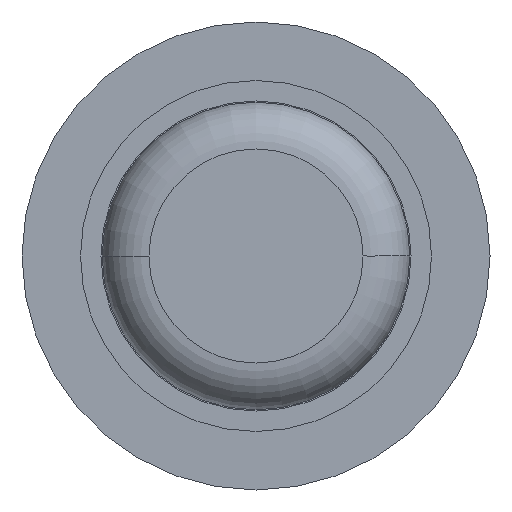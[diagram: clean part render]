
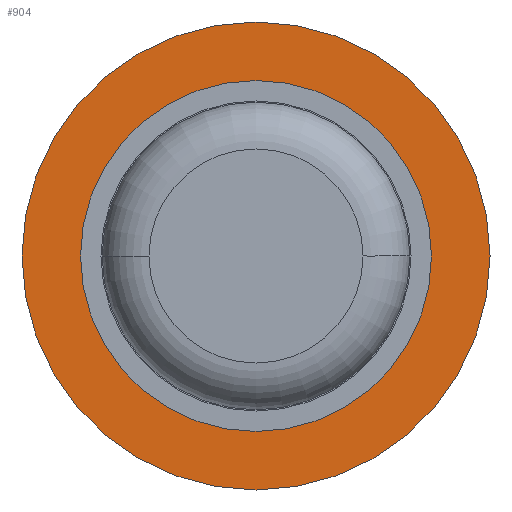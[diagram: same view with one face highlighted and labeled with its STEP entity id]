
A CAD part, front view. The second image highlights one B-rep face of the part: STEP entity #904.
In plain terms, the highlighted planar face has unit normal (0, -1, 0).
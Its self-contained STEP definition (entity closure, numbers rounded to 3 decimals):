
#18 = CARTESIAN_POINT ( 'NONE',  ( 0., 32.3, 2. ) ) ;
#58 = CARTESIAN_POINT ( 'NONE',  ( 0., 32.3, -2. ) ) ;
#326 = AXIS2_PLACEMENT_3D ( 'NONE', #581, #2679, #3297 ) ;
#438 = DIRECTION ( 'NONE',  ( 0., 1., 0. ) ) ;
#486 = EDGE_LOOP ( 'NONE', ( #1942, #2086 ) ) ;
#581 = CARTESIAN_POINT ( 'NONE',  ( 0., 32.3, 0. ) ) ;
#745 = AXIS2_PLACEMENT_3D ( 'NONE', #3470, #1335, #2235 ) ;
#758 = CARTESIAN_POINT ( 'NONE',  ( 0., 32.3, 0. ) ) ;
#904 = ADVANCED_FACE ( 'Defeature ausgef�hrt1_11', ( #3212, #3863 ), #2407, .F. ) ;
#1320 = EDGE_CURVE ( 'Defeature ausgef�hrt1_10+Defeature ausgef�hrt1_11+Defeature ausgef�hrt1_11+Defeature ausgef�hrt1_11', #2428, #2565, #1418, .T. ) ;
#1335 = DIRECTION ( 'NONE',  ( 0., 1., 0. ) ) ;
#1418 = CIRCLE ( 'NONE', #2680, 2. ) ;
#1526 = DIRECTION ( 'NONE',  ( 0., 0., 1. ) ) ;
#1745 = DIRECTION ( 'NONE',  ( 0., 0., 1. ) ) ;
#1942 = ORIENTED_EDGE ( 'NONE', *, *, #2460, .T. ) ;
#1976 = EDGE_LOOP ( 'NONE', ( #3171, #3383 ) ) ;
#2047 = VERTEX_POINT ( 'NONE', #2767 ) ;
#2086 = ORIENTED_EDGE ( 'NONE', *, *, #3643, .T. ) ;
#2235 = DIRECTION ( 'NONE',  ( 0., 0., 1. ) ) ;
#2407 = PLANE ( 'NONE',  #2782 ) ;
#2428 = VERTEX_POINT ( 'NONE', #18 ) ;
#2460 = EDGE_CURVE ( 'Defeature ausgef�hrt1_11+Defeature ausgef�hrt1_9+Defeature ausgef�hrt1_9+Defeature ausgef�hrt1_9', #2047, #3694, #3004, .T. ) ;
#2565 = VERTEX_POINT ( 'NONE', #58 ) ;
#2679 = DIRECTION ( 'NONE',  ( 0., 1., 0. ) ) ;
#2680 = AXIS2_PLACEMENT_3D ( 'NONE', #2938, #3544, #1745 ) ;
#2767 = CARTESIAN_POINT ( 'NONE',  ( 0., 32.3, 0.9 ) ) ;
#2782 = AXIS2_PLACEMENT_3D ( 'NONE', #3034, #3338, #1526 ) ;
#2859 = DIRECTION ( 'NONE',  ( 0., 0., 1. ) ) ;
#2938 = CARTESIAN_POINT ( 'NONE',  ( 0., 32.3, 0. ) ) ;
#3004 = CIRCLE ( 'NONE', #326, 0.9 ) ;
#3034 = CARTESIAN_POINT ( 'NONE',  ( 0.9, 32.3, 0. ) ) ;
#3162 = CARTESIAN_POINT ( 'NONE',  ( 0., 32.3, -0.9 ) ) ;
#3171 = ORIENTED_EDGE ( 'NONE', *, *, #1320, .F. ) ;
#3212 = FACE_OUTER_BOUND ( 'NONE', #1976, .T. ) ;
#3213 = AXIS2_PLACEMENT_3D ( 'NONE', #758, #438, #2859 ) ;
#3279 = CIRCLE ( 'NONE', #3213, 2. ) ;
#3297 = DIRECTION ( 'NONE',  ( 0., 0., 1. ) ) ;
#3338 = DIRECTION ( 'NONE',  ( 0., 1., 0. ) ) ;
#3383 = ORIENTED_EDGE ( 'NONE', *, *, #3690, .F. ) ;
#3470 = CARTESIAN_POINT ( 'NONE',  ( 0., 32.3, 0. ) ) ;
#3504 = CIRCLE ( 'NONE', #745, 0.9 ) ;
#3544 = DIRECTION ( 'NONE',  ( 0., 1., 0. ) ) ;
#3643 = EDGE_CURVE ( 'Defeature ausgef�hrt1_11+Defeature ausgef�hrt1_9+Defeature ausgef�hrt1_9+Defeature ausgef�hrt1_9', #3694, #2047, #3504, .T. ) ;
#3690 = EDGE_CURVE ( 'Defeature ausgef�hrt1_10+Defeature ausgef�hrt1_11+Defeature ausgef�hrt1_11+Defeature ausgef�hrt1_11', #2565, #2428, #3279, .T. ) ;
#3694 = VERTEX_POINT ( 'NONE', #3162 ) ;
#3863 = FACE_BOUND ( 'NONE', #486, .T. ) ;
